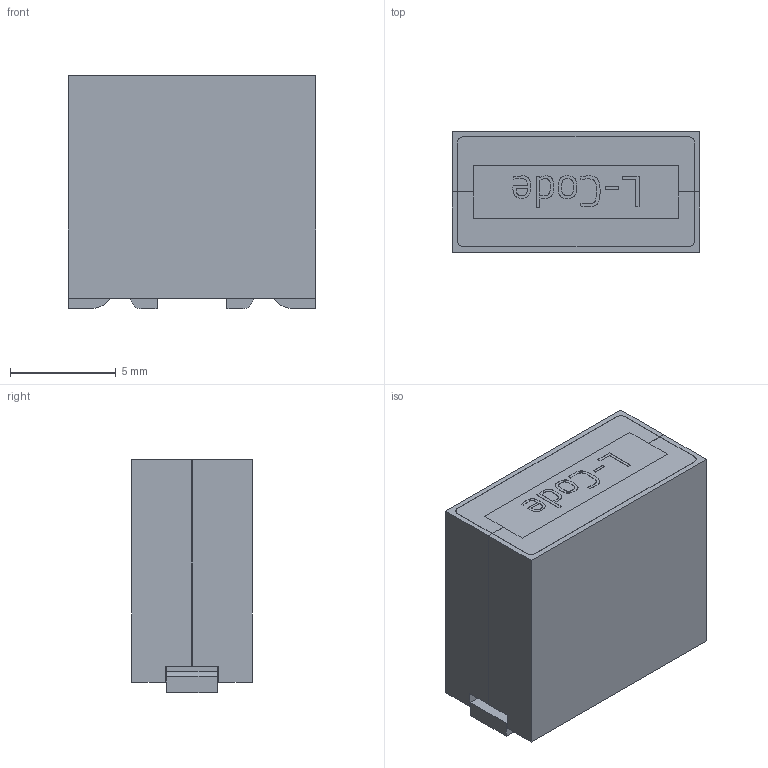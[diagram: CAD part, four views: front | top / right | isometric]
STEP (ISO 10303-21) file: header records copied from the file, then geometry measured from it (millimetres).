
FILE_DESCRIPTION(/* description */ ('Unknown'),/* implementation_level */ '2;1');
FILE_NAME(/* name */ '7743001111070',/* time_stamp */ '2024-09-26T12:59:28+02:00',/* author */ ('Unknown'),/* organization */ ('Unknown'),/* preprocessor_version */ 'ST-DEVELOPER v19.4',/* originating_system */ 'Solid Edge',/* authorisation */ 'Unknown');
FILE_SCHEMA (('AUTOMOTIVE_DESIGN {1 0 10303 214 3 1 1}'));
Length unit declared in the file: millimetre
Products named in the file (5): 7743001111070; Base; Primary Clip; Secondary Clip; Lable
Assembly tree (5 placements, depth 2):
  7743001111070
    Base  x2
    Primary Clip
    Secondary Clip
    Lable
Bounding box: 11.7 x 5.71 x 11.02 mm (x, y, z)
Volume: 600.2 mm3; surface area: 1261.7 mm2
Topology: 5 solids, 5 shells, 127 faces, 324 edges, 216 vertices
Faces by surface type: plane 96, cylinder 20, bspline 11
Entity records: 4264 total; most frequent: CARTESIAN_POINT 1218, ORIENTED_EDGE 560, DIRECTION 468, EDGE_CURVE 280, VERTEX_POINT 188, LINE 176, VECTOR 176, AXIS2_PLACEMENT_3D 146
